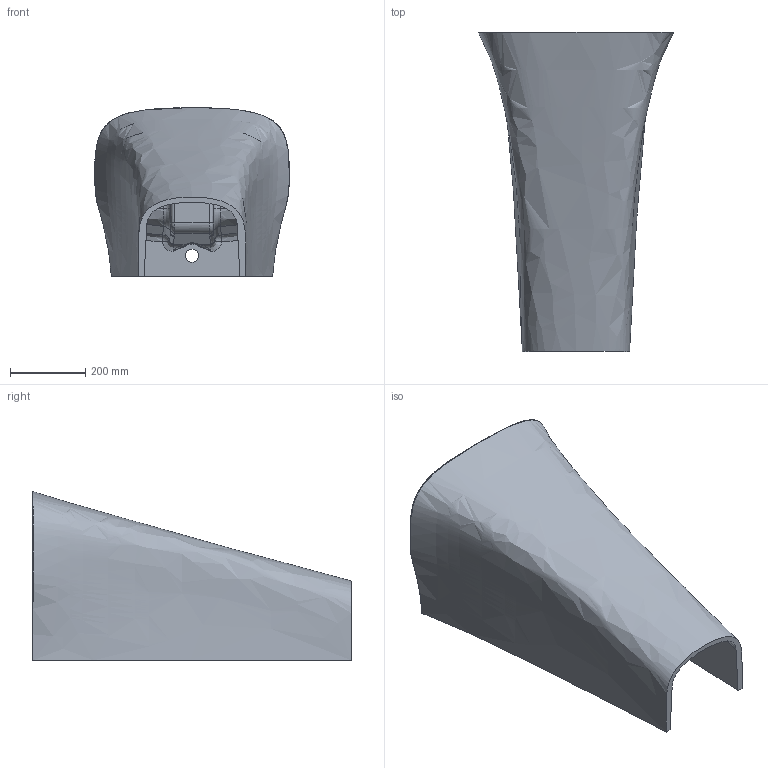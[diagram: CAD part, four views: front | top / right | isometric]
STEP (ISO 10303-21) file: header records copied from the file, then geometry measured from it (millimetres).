
FILE_DESCRIPTION (( 'STEP AP203' ), '1' );
FILE_NAME ('6301060511.STEP', '2020-12-15T21:52:41', ( '' ), ( '' ), 'SwSTEP 2.0', 'SolidWorks 2019', '' );
FILE_SCHEMA (( 'CONFIG_CONTROL_DESIGN' ));
Length unit declared in the file: millimetre
Products named in the file (1): 6301060511
Bounding box: 518.91 x 850 x 449.71 mm (x, y, z)
Volume: 18415506.5 mm3; surface area: 1965339 mm2
Topology: 1 solids, 1 shells, 270 faces, 658 edges, 381 vertices
Faces by surface type: bspline 159, cylinder 53, plane 36, torus 10, sphere 8, cone 4
Entity records: 35348 total; most frequent: CARTESIAN_POINT 30188, ORIENTED_EDGE 1292, DIRECTION 754, EDGE_CURVE 646, VERTEX_POINT 381, AXIS2_PLACEMENT_3D 318, B_SPLINE_CURVE_WITH_KNOTS 285, EDGE_LOOP 279
